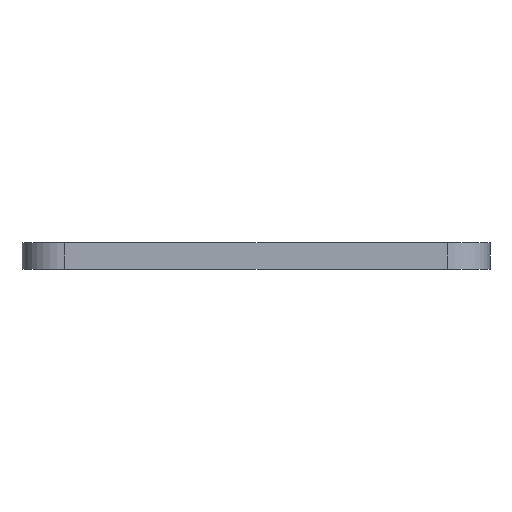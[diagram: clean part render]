
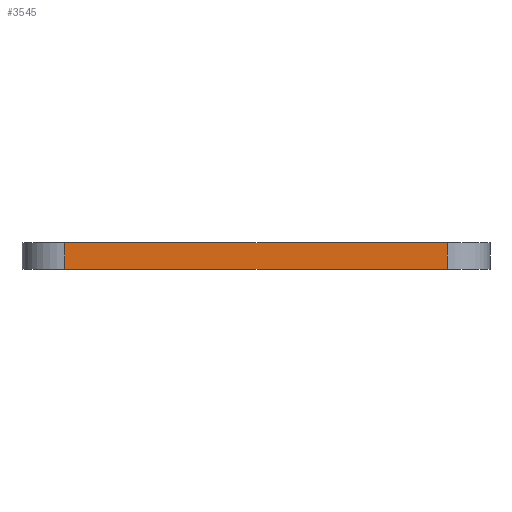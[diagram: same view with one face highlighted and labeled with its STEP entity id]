
A CAD part, left-side view. The second image highlights one B-rep face of the part: STEP entity #3545.
In plain terms, the highlighted planar face has unit normal (-1, 0, 0).
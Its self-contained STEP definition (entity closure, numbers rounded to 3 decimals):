
#83 = PLANE('',#84);
#84 = AXIS2_PLACEMENT_3D('',#85,#86,#87);
#85 = CARTESIAN_POINT('',(148.501,-105.004,1.6));
#86 = DIRECTION('',(-0.,-0.,-1.));
#87 = DIRECTION('',(-1.,0.,0.));
#111 = CYLINDRICAL_SURFACE('',#112,2.54);
#112 = AXIS2_PLACEMENT_3D('',#113,#114,#115);
#113 = CARTESIAN_POINT('',(125.641,-116.434,0.));
#114 = DIRECTION('',(-0.,-0.,-1.));
#115 = DIRECTION('',(1.,0.,-0.));
#137 = PLANE('',#138);
#138 = AXIS2_PLACEMENT_3D('',#139,#140,#141);
#139 = CARTESIAN_POINT('',(148.501,-105.004,0.));
#140 = DIRECTION('',(-0.,-0.,-1.));
#141 = DIRECTION('',(-1.,0.,0.));
#238 = EDGE_CURVE('',#239,#241,#243,.T.);
#239 = VERTEX_POINT('',#240);
#240 = CARTESIAN_POINT('',(123.101,-116.434,0.));
#241 = VERTEX_POINT('',#242);
#242 = CARTESIAN_POINT('',(123.101,-116.434,1.6));
#243 = SURFACE_CURVE('',#244,(#248,#255),.PCURVE_S1.);
#244 = LINE('',#245,#246);
#245 = CARTESIAN_POINT('',(123.101,-116.434,0.));
#246 = VECTOR('',#247,1.);
#247 = DIRECTION('',(0.,0.,1.));
#248 = PCURVE('',#111,#249);
#249 = DEFINITIONAL_REPRESENTATION('',(#250),#254);
#250 = LINE('',#251,#252);
#251 = CARTESIAN_POINT('',(-3.142,0.));
#252 = VECTOR('',#253,1.);
#253 = DIRECTION('',(-0.,-1.));
#254 = ( GEOMETRIC_REPRESENTATION_CONTEXT(2) 
PARAMETRIC_REPRESENTATION_CONTEXT() REPRESENTATION_CONTEXT('2D SPACE',''
  ) );
#255 = PCURVE('',#256,#261);
#256 = PLANE('',#257);
#257 = AXIS2_PLACEMENT_3D('',#258,#259,#260);
#258 = CARTESIAN_POINT('',(123.101,-116.434,0.));
#259 = DIRECTION('',(-1.,0.,0.));
#260 = DIRECTION('',(0.,1.,0.));
#261 = DEFINITIONAL_REPRESENTATION('',(#262),#266);
#262 = LINE('',#263,#264);
#263 = CARTESIAN_POINT('',(0.,0.));
#264 = VECTOR('',#265,1.);
#265 = DIRECTION('',(0.,-1.));
#266 = ( GEOMETRIC_REPRESENTATION_CONTEXT(2) 
PARAMETRIC_REPRESENTATION_CONTEXT() REPRESENTATION_CONTEXT('2D SPACE',''
  ) );
#326 = EDGE_CURVE('',#239,#327,#329,.T.);
#327 = VERTEX_POINT('',#328);
#328 = CARTESIAN_POINT('',(123.101,-93.574,0.));
#329 = SURFACE_CURVE('',#330,(#334,#341),.PCURVE_S1.);
#330 = LINE('',#331,#332);
#331 = CARTESIAN_POINT('',(123.101,-116.434,0.));
#332 = VECTOR('',#333,1.);
#333 = DIRECTION('',(0.,1.,0.));
#334 = PCURVE('',#137,#335);
#335 = DEFINITIONAL_REPRESENTATION('',(#336),#340);
#336 = LINE('',#337,#338);
#337 = CARTESIAN_POINT('',(25.4,-11.43));
#338 = VECTOR('',#339,1.);
#339 = DIRECTION('',(0.,1.));
#340 = ( GEOMETRIC_REPRESENTATION_CONTEXT(2) 
PARAMETRIC_REPRESENTATION_CONTEXT() REPRESENTATION_CONTEXT('2D SPACE',''
  ) );
#341 = PCURVE('',#256,#342);
#342 = DEFINITIONAL_REPRESENTATION('',(#343),#347);
#343 = LINE('',#344,#345);
#344 = CARTESIAN_POINT('',(0.,0.));
#345 = VECTOR('',#346,1.);
#346 = DIRECTION('',(1.,0.));
#347 = ( GEOMETRIC_REPRESENTATION_CONTEXT(2) 
PARAMETRIC_REPRESENTATION_CONTEXT() REPRESENTATION_CONTEXT('2D SPACE',''
  ) );
#370 = CYLINDRICAL_SURFACE('',#371,2.54);
#371 = AXIS2_PLACEMENT_3D('',#372,#373,#374);
#372 = CARTESIAN_POINT('',(125.641,-93.574,0.));
#373 = DIRECTION('',(-0.,-0.,-1.));
#374 = DIRECTION('',(1.,0.,-0.));
#2045 = EDGE_CURVE('',#241,#2046,#2048,.T.);
#2046 = VERTEX_POINT('',#2047);
#2047 = CARTESIAN_POINT('',(123.101,-93.574,1.6));
#2048 = SURFACE_CURVE('',#2049,(#2053,#2060),.PCURVE_S1.);
#2049 = LINE('',#2050,#2051);
#2050 = CARTESIAN_POINT('',(123.101,-116.434,1.6));
#2051 = VECTOR('',#2052,1.);
#2052 = DIRECTION('',(0.,1.,0.));
#2053 = PCURVE('',#83,#2054);
#2054 = DEFINITIONAL_REPRESENTATION('',(#2055),#2059);
#2055 = LINE('',#2056,#2057);
#2056 = CARTESIAN_POINT('',(25.4,-11.43));
#2057 = VECTOR('',#2058,1.);
#2058 = DIRECTION('',(0.,1.));
#2059 = ( GEOMETRIC_REPRESENTATION_CONTEXT(2) 
PARAMETRIC_REPRESENTATION_CONTEXT() REPRESENTATION_CONTEXT('2D SPACE',''
  ) );
#2060 = PCURVE('',#256,#2061);
#2061 = DEFINITIONAL_REPRESENTATION('',(#2062),#2066);
#2062 = LINE('',#2063,#2064);
#2063 = CARTESIAN_POINT('',(0.,-1.6));
#2064 = VECTOR('',#2065,1.);
#2065 = DIRECTION('',(1.,0.));
#2066 = ( GEOMETRIC_REPRESENTATION_CONTEXT(2) 
PARAMETRIC_REPRESENTATION_CONTEXT() REPRESENTATION_CONTEXT('2D SPACE',''
  ) );
#3545 = ADVANCED_FACE('',(#3546),#256,.T.);
#3546 = FACE_BOUND('',#3547,.T.);
#3547 = EDGE_LOOP('',(#3548,#3549,#3550,#3571));
#3548 = ORIENTED_EDGE('',*,*,#238,.T.);
#3549 = ORIENTED_EDGE('',*,*,#2045,.T.);
#3550 = ORIENTED_EDGE('',*,*,#3551,.F.);
#3551 = EDGE_CURVE('',#327,#2046,#3552,.T.);
#3552 = SURFACE_CURVE('',#3553,(#3557,#3564),.PCURVE_S1.);
#3553 = LINE('',#3554,#3555);
#3554 = CARTESIAN_POINT('',(123.101,-93.574,0.));
#3555 = VECTOR('',#3556,1.);
#3556 = DIRECTION('',(0.,0.,1.));
#3557 = PCURVE('',#256,#3558);
#3558 = DEFINITIONAL_REPRESENTATION('',(#3559),#3563);
#3559 = LINE('',#3560,#3561);
#3560 = CARTESIAN_POINT('',(22.86,0.));
#3561 = VECTOR('',#3562,1.);
#3562 = DIRECTION('',(0.,-1.));
#3563 = ( GEOMETRIC_REPRESENTATION_CONTEXT(2) 
PARAMETRIC_REPRESENTATION_CONTEXT() REPRESENTATION_CONTEXT('2D SPACE',''
  ) );
#3564 = PCURVE('',#370,#3565);
#3565 = DEFINITIONAL_REPRESENTATION('',(#3566),#3570);
#3566 = LINE('',#3567,#3568);
#3567 = CARTESIAN_POINT('',(-3.142,0.));
#3568 = VECTOR('',#3569,1.);
#3569 = DIRECTION('',(-0.,-1.));
#3570 = ( GEOMETRIC_REPRESENTATION_CONTEXT(2) 
PARAMETRIC_REPRESENTATION_CONTEXT() REPRESENTATION_CONTEXT('2D SPACE',''
  ) );
#3571 = ORIENTED_EDGE('',*,*,#326,.F.);
